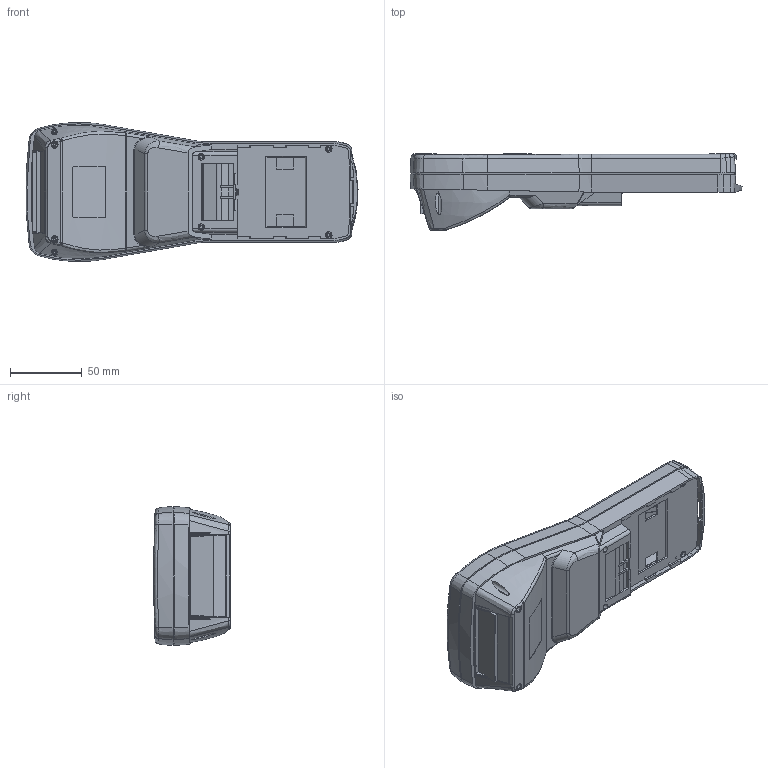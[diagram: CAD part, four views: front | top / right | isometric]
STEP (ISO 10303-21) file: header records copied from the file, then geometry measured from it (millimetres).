
FILE_DESCRIPTION (( 'STEP AP214' ), '1' );
FILE_NAME ('27010600.STEP', '2023-04-14T06:42:11', ( 'Ifina' ), ( 'Ifina' ), 'SwSTEP 2.0', 'SolidWorks 2020', '' );
FILE_SCHEMA (( 'AUTOMOTIVE_DESIGN' ));
Length unit declared in the file: millimetre
Products named in the file (10): A21501-41101-41138; A21501-41101; 37005; A21501-41101-41137; 41095_Rohteil; 38004; 82342; 41090; 27010600; 41082
Assembly tree (9 placements, depth 3):
  27010600
    38004
    37005
    A21501-41101
      A21501-41101-41137
      A21501-41101-41138
    41090
    41082
    41095_Rohteil
    82342
Bounding box: 231.59 x 53.5 x 97 mm (x, y, z)
Volume: 89246.6 mm3; surface area: 160335.7 mm2
Topology: 7 solids, 9 shells, 3662 faces, 10334 edges, 6811 vertices
Faces by surface type: plane 2880, cylinder 354, cone 221, bspline 169, torus 38
Entity records: 131358 total; most frequent: CARTESIAN_POINT 37703, ORIENTED_EDGE 20660, DIRECTION 17463, EDGE_CURVE 10332, LINE 8425, VECTOR 8425, VERTEX_POINT 6811, AXIS2_PLACEMENT_3D 4519
